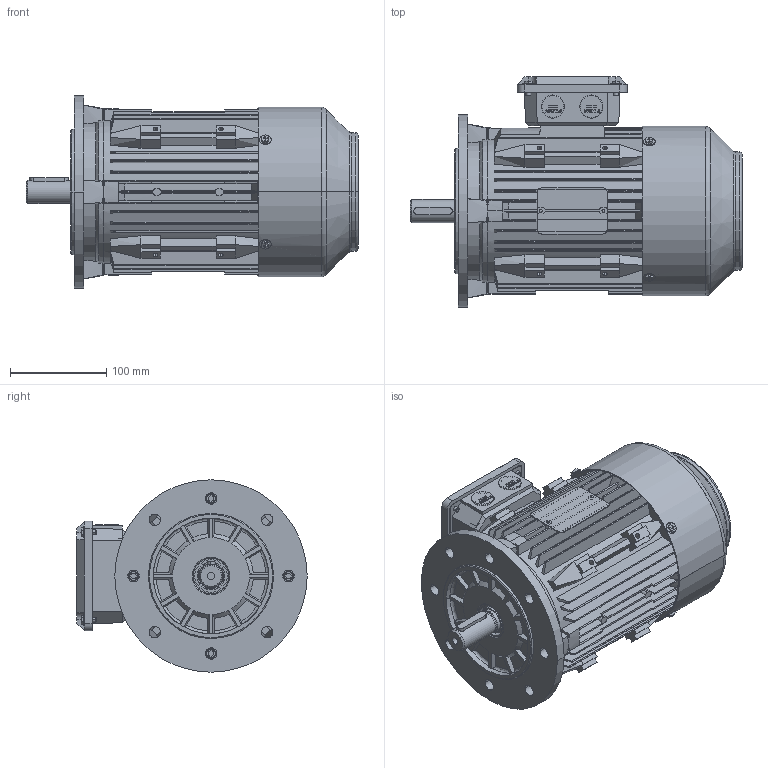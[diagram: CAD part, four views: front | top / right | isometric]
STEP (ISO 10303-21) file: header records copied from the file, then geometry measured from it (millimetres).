
FILE_DESCRIPTION (( 'STEP AP203' ), '1' );
FILE_NAME ('TC 90L B5 装配体.STEP', '2013-12-12T07:22:00', ( '微软用户' ), ( '微软中国' ), 'SwSTEP 2.0', 'SolidWorks 2008', '' );
FILE_SCHEMA (( 'CONFIG_CONTROL_DESIGN' ));
Products named in the file (20): T90L-4定子铁心_默认; 油封25-37-7_默认; 6_默认; TC 90-100 接线盒座_默认; 5_默认; TC 90平键_默认; M5-12_默认; TC 90L B5 蚾饜极; TC 90L机座 B5_默认; TC 90 B3端盖_默认; TC 90L 转子_默认; TC 90L转轴（波形垫在前）_默认; T90L-4无轴转子_默认; 6205_默认; TC 90-100 接线盒盖_默认; TC 80-90风叶_默认; 风罩_默认; M20螺塞_默认; TC 90 B5端盖_默认; M6-20_默认
Assembly tree (43 placements, depth 3):
  TC 90L B5 蚾饜极
    M6-20_默认  x8
    6_默认  x5
    TC 80-90风叶_默认
    5_默认  x4
    TC 90 B5端盖_默认
    T90L-4定子铁心_默认
    M5-12_默认  x8
    M20螺塞_默认  x2
    TC 90-100 接线盒盖_默认
    TC 90L机座 B5_默认
    油封25-37-7_默认  x2
    风罩_默认
    TC 90 B3端盖_默认
    TC 90-100 接线盒座_默认
    TC 90L 转子_默认
      TC 90L转轴（波形垫在前）_默认
      T90L-4无轴转子_默认
      6205_默认  x2
    TC 90平键_默认
Bounding box: 345 x 239.5 x 200 mm (x, y, z)
Volume: 2899877.8 mm3; surface area: 1020912.2 mm2
Topology: 46 solids, 47 shells, 3311 faces, 8927 edges, 5832 vertices
Faces by surface type: plane 1682, cylinder 1050, cone 236, torus 178, bspline 165
Entity records: 102155 total; most frequent: CARTESIAN_POINT 29092, ORIENTED_EDGE 15154, DIRECTION 14172, EDGE_CURVE 7577, VERTEX_POINT 4980, AXIS2_PLACEMENT_3D 4974, LINE 4224, VECTOR 4224
